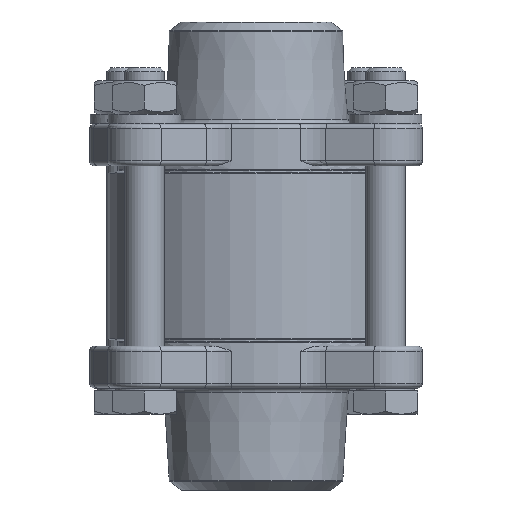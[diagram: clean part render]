
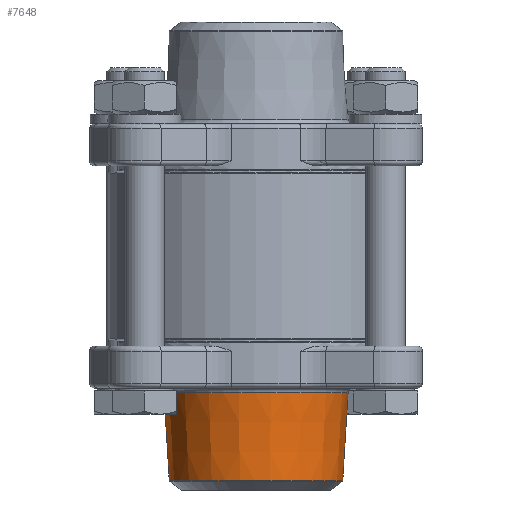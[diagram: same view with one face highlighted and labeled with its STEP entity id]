
A CAD part, left-side view. The second image highlights one B-rep face of the part: STEP entity #7648.
In plain terms, the highlighted conical face has half-angle 3.483 degrees and reference radius 18.75 mm.
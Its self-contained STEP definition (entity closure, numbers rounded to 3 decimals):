
#7617=CARTESIAN_POINT('',(-11.487,-13.334,-28.695));
#7618=VERTEX_POINT('',#7617);
#7619=CARTESIAN_POINT('',(0.,0.,-28.695));
#7620=DIRECTION('',(0.0,0.0,-1.));
#7621=DIRECTION('',(0.653,0.758,0.0));
#7622=AXIS2_PLACEMENT_3D('',#7619,#7620,#7621);
#7623=CIRCLE('',#7622,17.6);
#7624=EDGE_CURVE('',#7618,#7618,#7623,.T.);
#7629=CARTESIAN_POINT('',(0.,0.,-9.8));
#7630=DIRECTION('',(0.0,0.0,1.0));
#7631=DIRECTION('',(0.653,0.758,0.0));
#7632=AXIS2_PLACEMENT_3D('',#7629,#7630,#7631);
#7633=CONICAL_SURFACE('',#7632,18.75,3.483);
#7634=ORIENTED_EDGE('',*,*,#7624,.F.);
#7635=EDGE_LOOP('',(#7634));
#7636=FACE_OUTER_BOUND('',#7635,.T.);
#7637=CARTESIAN_POINT('',(12.2,14.162,-10.739));
#7638=VERTEX_POINT('',#7637);
#7639=CARTESIAN_POINT('',(0.,0.,-10.739));
#7640=DIRECTION('',(0.0,0.0,-1.0));
#7641=DIRECTION('',(0.653,0.758,0.0));
#7642=AXIS2_PLACEMENT_3D('',#7639,#7640,#7641);
#7643=CIRCLE('',#7642,18.693);
#7644=EDGE_CURVE('',#7638,#7638,#7643,.T.);
#7645=ORIENTED_EDGE('',*,*,#7644,.T.);
#7646=EDGE_LOOP('',(#7645));
#7647=FACE_BOUND('',#7646,.T.);
#7648=ADVANCED_FACE('',(#7636,#7647),#7633,.T.);
